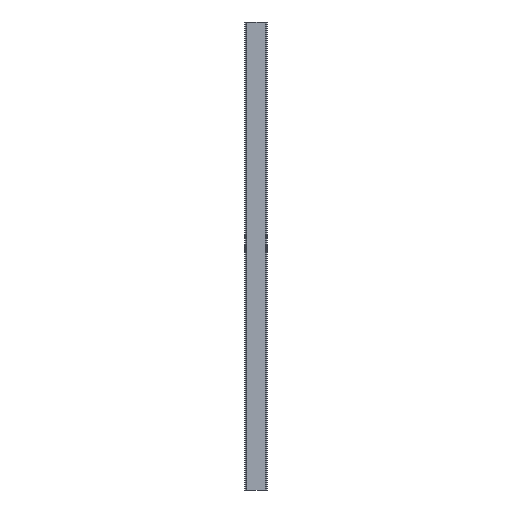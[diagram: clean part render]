
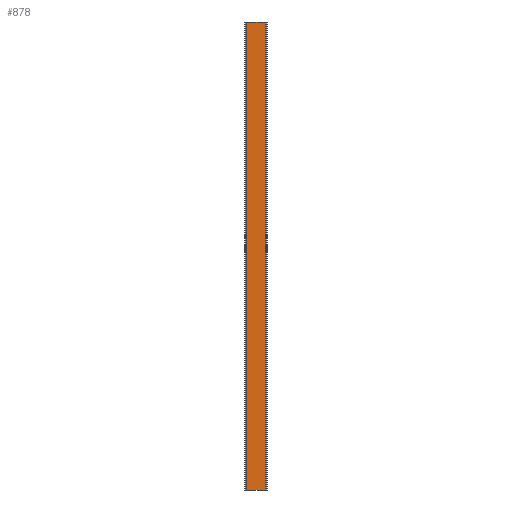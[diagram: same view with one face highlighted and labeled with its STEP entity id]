
A CAD part, front view. The second image highlights one B-rep face of the part: STEP entity #878.
In plain terms, the highlighted planar face has unit normal (0, -1, 0).
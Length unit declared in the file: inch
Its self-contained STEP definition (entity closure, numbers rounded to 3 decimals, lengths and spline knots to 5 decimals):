
#28 = CARTESIAN_POINT ( 'NONE',  ( -0.39125, 0., -20. ) ) ;
#41 = CARTESIAN_POINT ( 'NONE',  ( 0.39125, 0., -20. ) ) ;
#55 = DIRECTION ( 'NONE',  ( 1., 0., 0. ) ) ;
#59 = EDGE_CURVE ( 'NONE', #888, #1035, #818, .T. ) ;
#81 = FACE_OUTER_BOUND ( 'NONE', #475, .T. ) ;
#105 = LINE ( 'NONE', #815, #1161 ) ;
#143 = ORIENTED_EDGE ( 'NONE', *, *, #489, .F. ) ;
#167 = ORIENTED_EDGE ( 'NONE', *, *, #59, .T. ) ;
#313 = VECTOR ( 'NONE', #55, 39.37008 ) ;
#330 = DIRECTION ( 'NONE',  ( 0., 0., -1. ) ) ;
#368 = CARTESIAN_POINT ( 'NONE',  ( 0.39125, 0., -20. ) ) ;
#442 = EDGE_CURVE ( 'NONE', #893, #1035, #572, .T. ) ;
#475 = EDGE_LOOP ( 'NONE', ( #955, #143, #1099, #167 ) ) ;
#489 = EDGE_CURVE ( 'NONE', #602, #893, #105, .T. ) ;
#561 = CARTESIAN_POINT ( 'NONE',  ( -0.39125, 0., -20. ) ) ;
#572 = LINE ( 'NONE', #744, #313 ) ;
#591 = DIRECTION ( 'NONE',  ( 1., 0., 0. ) ) ;
#602 = VERTEX_POINT ( 'NONE', #28 ) ;
#606 = DIRECTION ( 'NONE',  ( 0., 0., 1. ) ) ;
#629 = CARTESIAN_POINT ( 'NONE',  ( -0.39125, 0., -20. ) ) ;
#710 = DIRECTION ( 'NONE',  ( 0., 0., 1. ) ) ;
#744 = CARTESIAN_POINT ( 'NONE',  ( -0.39125, 0., 0. ) ) ;
#754 = LINE ( 'NONE', #561, #898 ) ;
#792 = AXIS2_PLACEMENT_3D ( 'NONE', #629, #837, #330 ) ;
#815 = CARTESIAN_POINT ( 'NONE',  ( -0.39125, 0., -20. ) ) ;
#818 = LINE ( 'NONE', #41, #1122 ) ;
#837 = DIRECTION ( 'NONE',  ( 0., -1., 0. ) ) ;
#838 = EDGE_CURVE ( 'NONE', #602, #888, #754, .T. ) ;
#878 = ADVANCED_FACE ( 'NONE', ( #81 ), #985, .T. ) ;
#888 = VERTEX_POINT ( 'NONE', #368 ) ;
#893 = VERTEX_POINT ( 'NONE', #931 ) ;
#898 = VECTOR ( 'NONE', #591, 39.37008 ) ;
#900 = CARTESIAN_POINT ( 'NONE',  ( 0.39125, 0., 0. ) ) ;
#931 = CARTESIAN_POINT ( 'NONE',  ( -0.39125, 0., 0. ) ) ;
#955 = ORIENTED_EDGE ( 'NONE', *, *, #442, .F. ) ;
#985 = PLANE ( 'NONE',  #792 ) ;
#1035 = VERTEX_POINT ( 'NONE', #900 ) ;
#1099 = ORIENTED_EDGE ( 'NONE', *, *, #838, .T. ) ;
#1122 = VECTOR ( 'NONE', #606, 39.37008 ) ;
#1161 = VECTOR ( 'NONE', #710, 39.37008 ) ;
